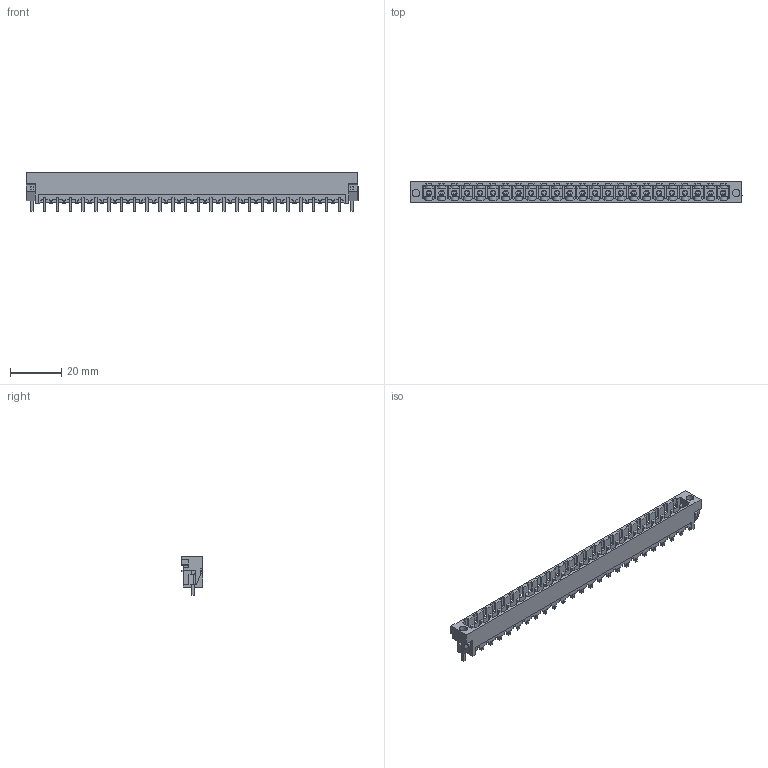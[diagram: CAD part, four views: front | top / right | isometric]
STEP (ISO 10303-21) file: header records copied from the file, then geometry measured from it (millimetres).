
FILE_DESCRIPTION(('CATIA V5 STEP Exchange','CAx-IF Rec.Pracs.--- Model Styling and Organization---1.2---2011-12-15'),'2;1');
FILE_NAME ('D1457178_0_1841610000_1841610000.stp','2018-04-12T04:57:32+00:00',('none'),('Weidmueller'),'CATIA Version 5-6 Release 2014','CATIA V5 STEP AP214','none');
FILE_SCHEMA(('AUTOMOTIVE_DESIGN { 1 0 10303 214 1 1 1 1 }'));
Length unit declared in the file: millimetre
Products named in the file (1): 1841610000
Bounding box: 129.6 x 8.43 x 15.2 mm (x, y, z)
Volume: 4778.1 mm3; surface area: 11237 mm2
Topology: 27 solids, 27 shells, 1586 faces, 4749 edges, 3171 vertices
Faces by surface type: plane 1324, cylinder 262
Entity records: 49902 total; most frequent: CARTESIAN_POINT 10197, ORIENTED_EDGE 9498, DIRECTION 6279, EDGE_CURVE 4749, VECTOR 3995, LINE 3995, VERTEX_POINT 3171, EDGE_LOOP 1640
